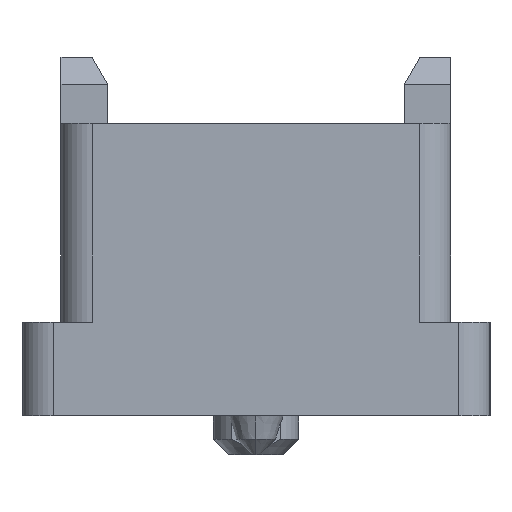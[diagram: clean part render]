
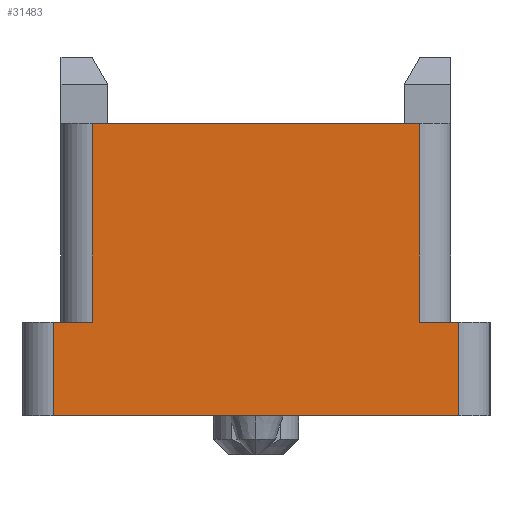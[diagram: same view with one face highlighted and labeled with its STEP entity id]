
A CAD part, left-side view. The second image highlights one B-rep face of the part: STEP entity #31483.
In plain terms, the highlighted planar face has unit normal (-1, 0, 0).
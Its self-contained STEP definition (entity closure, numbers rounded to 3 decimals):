
#369=DIRECTION('',(0.,1.,0.));
#370=VECTOR('',#369,4.2);
#371=CARTESIAN_POINT('',(-22.9,-2.1,-0.85));
#372=LINE('',#371,#370);
#2769=DIRECTION('',(0.,-1.,0.));
#2770=VECTOR('',#2769,0.5);
#2771=CARTESIAN_POINT('',(-22.9,2.6,-3.4));
#2772=LINE('',#2771,#2770);
#2799=DIRECTION('',(0.,-1.,0.));
#2800=VECTOR('',#2799,0.5);
#2801=CARTESIAN_POINT('',(-22.9,-2.1,-3.4));
#2802=LINE('',#2801,#2800);
#2851=DIRECTION('',(0.,1.,0.));
#2852=VECTOR('',#2851,5.2);
#2853=CARTESIAN_POINT('',(-22.9,-2.6,-4.6));
#2854=LINE('',#2853,#2852);
#2855=DIRECTION('',(0.,0.,1.));
#2856=VECTOR('',#2855,1.2);
#2857=CARTESIAN_POINT('',(-22.9,2.6,-4.6));
#2858=LINE('',#2857,#2856);
#2859=DIRECTION('',(0.,0.,-1.));
#2860=VECTOR('',#2859,2.55);
#2861=CARTESIAN_POINT('',(-22.9,2.1,-0.85));
#2862=LINE('',#2861,#2860);
#2873=DIRECTION('',(0.,0.,-1.));
#2874=VECTOR('',#2873,2.55);
#2875=CARTESIAN_POINT('',(-22.9,-2.1,-0.85));
#2876=LINE('',#2875,#2874);
#2877=DIRECTION('',(0.,0.,1.));
#2878=VECTOR('',#2877,1.2);
#2879=CARTESIAN_POINT('',(-22.9,-2.6,-4.6));
#2880=LINE('',#2879,#2878);
#21642=CARTESIAN_POINT('',(-22.9,2.6,-4.6));
#21643=VERTEX_POINT('',#21642);
#21644=CARTESIAN_POINT('',(-22.9,-2.6,-4.6));
#21646=VERTEX_POINT('',#21644);
#21666=CARTESIAN_POINT('',(-22.9,2.6,-3.4));
#21667=VERTEX_POINT('',#21666);
#21668=CARTESIAN_POINT('',(-22.9,-2.6,-3.4));
#21670=VERTEX_POINT('',#21668);
#21675=CARTESIAN_POINT('',(-22.9,2.1,-3.4));
#21677=VERTEX_POINT('',#21675);
#21678=CARTESIAN_POINT('',(-22.9,-2.1,-3.4));
#21680=VERTEX_POINT('',#21678);
#21699=CARTESIAN_POINT('',(-22.9,2.1,-0.85));
#21701=VERTEX_POINT('',#21699);
#21702=CARTESIAN_POINT('',(-22.9,-2.1,-0.85));
#21704=VERTEX_POINT('',#21702);
#31465=CARTESIAN_POINT('',(-22.9,2.1,0.));
#31466=DIRECTION('',(-1.,0.,0.));
#31467=DIRECTION('',(0.,-1.,0.));
#31468=AXIS2_PLACEMENT_3D('',#31465,#31466,#31467);
#31469=PLANE('',#31468);
#31470=ORIENTED_EDGE('',*,*,#28710,.F.);
#31472=ORIENTED_EDGE('',*,*,#31471,.T.);
#31473=ORIENTED_EDGE('',*,*,#31411,.T.);
#31475=ORIENTED_EDGE('',*,*,#31474,.F.);
#31476=ORIENTED_EDGE('',*,*,#31302,.T.);
#31478=ORIENTED_EDGE('',*,*,#31477,.T.);
#31479=ORIENTED_EDGE('',*,*,#31387,.T.);
#31480=ORIENTED_EDGE('',*,*,#31458,.F.);
#31481=EDGE_LOOP('',(#31470,#31472,#31473,#31475,#31476,#31478,#31479,#31480));
#31482=FACE_OUTER_BOUND('',#31481,.F.);
#28710=EDGE_CURVE('',#21704,#21701,#372,.T.);
#31302=EDGE_CURVE('',#21646,#21643,#2854,.T.);
#31387=EDGE_CURVE('',#21667,#21677,#2772,.T.);
#31411=EDGE_CURVE('',#21680,#21670,#2802,.T.);
#31458=EDGE_CURVE('',#21701,#21677,#2862,.T.);
#31471=EDGE_CURVE('',#21704,#21680,#2876,.T.);
#31474=EDGE_CURVE('',#21646,#21670,#2880,.T.);
#31477=EDGE_CURVE('',#21643,#21667,#2858,.T.);
#31483=ADVANCED_FACE('',(#31482),#31469,.T.);
